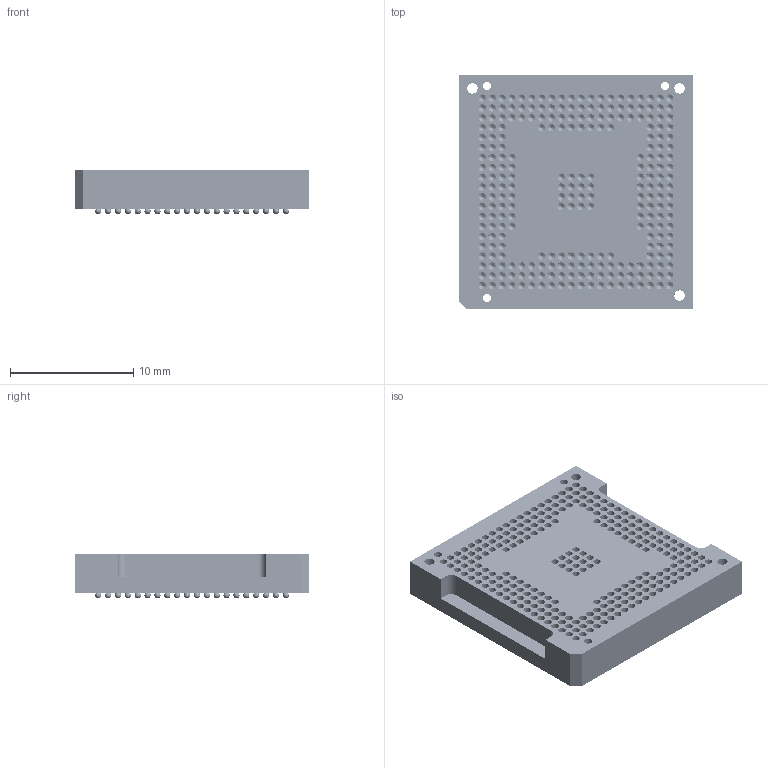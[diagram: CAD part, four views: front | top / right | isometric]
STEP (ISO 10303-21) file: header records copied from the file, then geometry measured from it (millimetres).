
FILE_DESCRIPTION((''),'2;1');
FILE_NAME('LFBGARBS2AO.stp','2015-04-09T09:39:24',(''),(''),'Mechanical Desktop 2011','Mechanical Desktop 2011',', , ');
FILE_SCHEMA(('CONFIG_CONTROL_DESIGN'));
Length unit declared in the file: millimetre
Products named in the file (1): Product
Bounding box: 19.02 x 19.02 x 3.63 mm (x, y, z)
Volume: 912.1 mm3; surface area: 5500.4 mm2
Topology: 505 solids, 505 shells, 4567 faces, 10167 edges, 5350 vertices
Faces by surface type: bspline 1446, cylinder 1390, cone 1032, plane 355, sphere 344
Entity records: 136526 total; most frequent: CARTESIAN_POINT 45179, DIRECTION 19971, ORIENTED_EDGE 17310, EDGE_CURVE 8655, AXIS2_PLACEMENT_3D 8194, VERTEX_POINT 5350, EDGE_LOOP 5335, CIRCLE 5072
